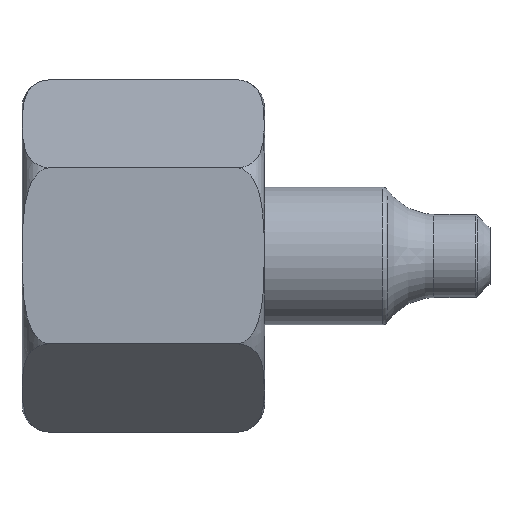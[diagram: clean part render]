
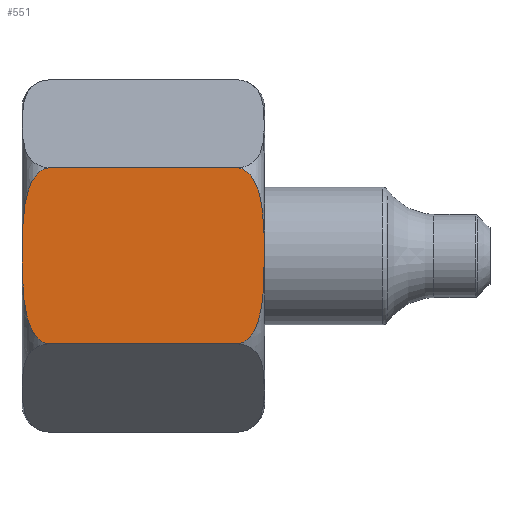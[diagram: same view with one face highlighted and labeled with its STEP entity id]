
A CAD part, top view. The second image highlights one B-rep face of the part: STEP entity #551.
In plain terms, the highlighted planar face has unit normal (0, 0, 1).
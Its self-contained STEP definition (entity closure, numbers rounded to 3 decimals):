
#425=B_SPLINE_CURVE_WITH_KNOTS('',3,(#1506,#1507,#1508,#1509,#1510,#1511,
#1512,#1513,#1514,#1515,#1516,#1517,#1518,#1519),.UNSPECIFIED.,.F.,.F.,
(4,2,2,2,2,2,4),(0.,0.125,0.25,0.5,0.75,0.875,1.),.UNSPECIFIED.);
#431=B_SPLINE_CURVE_WITH_KNOTS('',3,(#1601,#1602,#1603,#1604,#1605,#1606,
#1607,#1608,#1609,#1610,#1611,#1612,#1613,#1614),.UNSPECIFIED.,.F.,.F.,
(4,2,2,2,2,2,4),(0.,0.125,0.25,0.5,0.75,0.875,1.),.UNSPECIFIED.);
#442=FACE_OUTER_BOUND('',#712,.T.);
#453=LINE('',#1450,#465);
#454=LINE('',#1455,#466);
#465=VECTOR('',#1260,1.);
#466=VECTOR('',#1265,1.);
#508=PLANE('',#1123);
#551=ADVANCED_FACE('',(#442),#508,.T.);
#712=EDGE_LOOP('',(#840,#841,#842,#843));
#840=ORIENTED_EDGE('',*,*,#961,.T.);
#841=ORIENTED_EDGE('',*,*,#970,.T.);
#842=ORIENTED_EDGE('',*,*,#963,.T.);
#843=ORIENTED_EDGE('',*,*,#981,.T.);
#899=VERTEX_POINT('',#1444);
#902=VERTEX_POINT('',#1449);
#904=VERTEX_POINT('',#1454);
#905=VERTEX_POINT('',#1456);
#961=EDGE_CURVE('',#899,#902,#453,.T.);
#963=EDGE_CURVE('',#905,#904,#454,.T.);
#970=EDGE_CURVE('',#902,#905,#425,.T.);
#981=EDGE_CURVE('',#904,#899,#431,.T.);
#1123=AXIS2_PLACEMENT_3D('',#1666,#1317,#1318);
#1260=DIRECTION('',(-1.,0.,0.));
#1265=DIRECTION('',(1.,0.,0.));
#1317=DIRECTION('',(0.,0.,1.));
#1318=DIRECTION('',(1.,0.,0.));
#1444=CARTESIAN_POINT('',(15.5,6.342,11.005));
#1449=CARTESIAN_POINT('',(2.,6.342,11.005));
#1450=CARTESIAN_POINT('',(0.,6.342,11.005));
#1454=CARTESIAN_POINT('',(15.5,-6.342,11.005));
#1455=CARTESIAN_POINT('',(0.,-6.342,11.005));
#1456=CARTESIAN_POINT('',(2.,-6.342,11.005));
#1506=CARTESIAN_POINT('',(2.,6.342,11.005));
#1507=CARTESIAN_POINT('',(1.401,6.342,11.005));
#1508=CARTESIAN_POINT('',(0.937,5.802,11.005));
#1509=CARTESIAN_POINT('',(0.413,4.729,11.005));
#1510=CARTESIAN_POINT('',(0.282,4.139,11.005));
#1511=CARTESIAN_POINT('',(0.023,2.379,11.005));
#1512=CARTESIAN_POINT('',(0.023,1.194,11.005));
#1513=CARTESIAN_POINT('',(0.023,-1.177,11.005));
#1514=CARTESIAN_POINT('',(0.022,-2.37,11.005));
#1515=CARTESIAN_POINT('',(0.281,-4.138,11.005));
#1516=CARTESIAN_POINT('',(0.412,-4.727,11.005));
#1517=CARTESIAN_POINT('',(0.939,-5.806,11.005));
#1518=CARTESIAN_POINT('',(1.403,-6.342,11.005));
#1519=CARTESIAN_POINT('',(2.,-6.342,11.005));
#1601=CARTESIAN_POINT('',(15.5,-6.342,11.005));
#1602=CARTESIAN_POINT('',(16.099,-6.342,11.005));
#1603=CARTESIAN_POINT('',(16.563,-5.802,11.005));
#1604=CARTESIAN_POINT('',(17.087,-4.729,11.005));
#1605=CARTESIAN_POINT('',(17.218,-4.139,11.005));
#1606=CARTESIAN_POINT('',(17.477,-2.379,11.005));
#1607=CARTESIAN_POINT('',(17.477,-1.194,11.005));
#1608=CARTESIAN_POINT('',(17.477,1.177,11.005));
#1609=CARTESIAN_POINT('',(17.478,2.37,11.005));
#1610=CARTESIAN_POINT('',(17.219,4.138,11.005));
#1611=CARTESIAN_POINT('',(17.088,4.727,11.005));
#1612=CARTESIAN_POINT('',(16.561,5.806,11.005));
#1613=CARTESIAN_POINT('',(16.097,6.342,11.005));
#1614=CARTESIAN_POINT('',(15.5,6.342,11.005));
#1666=CARTESIAN_POINT('',(19.25,-6.354,11.005));
